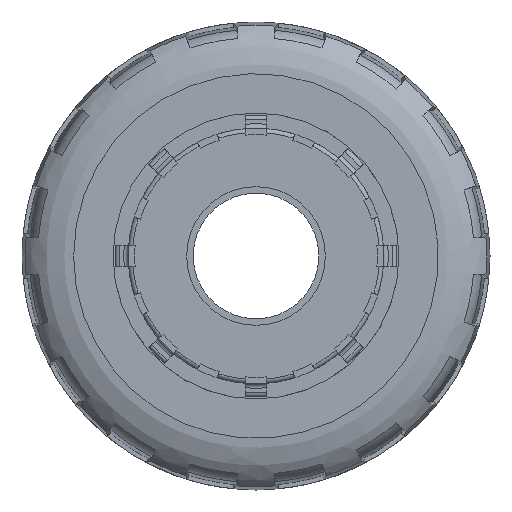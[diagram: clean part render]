
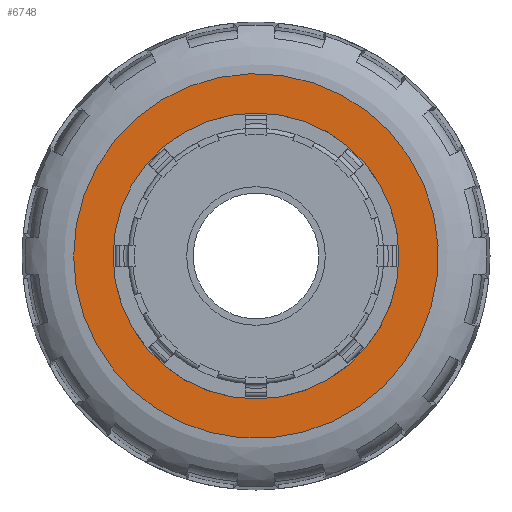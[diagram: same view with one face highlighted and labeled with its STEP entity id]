
A CAD part, left-side view. The second image highlights one B-rep face of the part: STEP entity #6748.
In plain terms, the highlighted face is planar.
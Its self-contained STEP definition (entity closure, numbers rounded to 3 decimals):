
#1173=PLANE($,#7240);
#1433=FACE_BOUND($,#1942,.T.);
#1544=FACE_OUTER_BOUND($,#1941,.T.);
#1941=EDGE_LOOP($,(#4919));
#1942=EDGE_LOOP($,(#4920));
#2298=CIRCLE($,#7105,21.039);
#2340=CIRCLE($,#7204,16.5);
#2713=VERTEX_POINT($,#10389);
#2811=VERTEX_POINT($,#11117);
#3422=EDGE_CURVE($,#2713,#2713,#2298,.T.);
#3590=EDGE_CURVE($,#2811,#2811,#2340,.T.);
#4919=ORIENTED_EDGE($,*,*,#3422,.T.);
#4920=ORIENTED_EDGE($,*,*,#3590,.T.);
#6748=ADVANCED_FACE($,(#1544,#1433),#1173,.T.);
#7105=AXIS2_PLACEMENT_3D($,#10390,#8030,#8031);
#7204=AXIS2_PLACEMENT_3D($,#11118,#8260,#8261);
#7240=AXIS2_PLACEMENT_3D($,#11168,#8332,#8333);
#8030=DIRECTION('center_axis',(0.,-1.,0.));
#8031=DIRECTION('ref_axis',(0.,0.,-1.));
#8260=DIRECTION('center_axis',(0.,1.,0.));
#8261=DIRECTION('ref_axis',(0.,0.,-1.));
#8332=DIRECTION('center_axis',(0.,-1.,0.));
#8333=DIRECTION('ref_axis',(0.,0.,-1.));
#10389=CARTESIAN_POINT('',(-21.039,-17.79,0.));
#10390=CARTESIAN_POINT('Origin',(0.,-17.79,0.));
#11117=CARTESIAN_POINT('',(-14.316,-17.79,8.203));
#11118=CARTESIAN_POINT('Origin',(0.,-17.79,0.));
#11168=CARTESIAN_POINT('Origin',(0.,-17.79,19.339));
